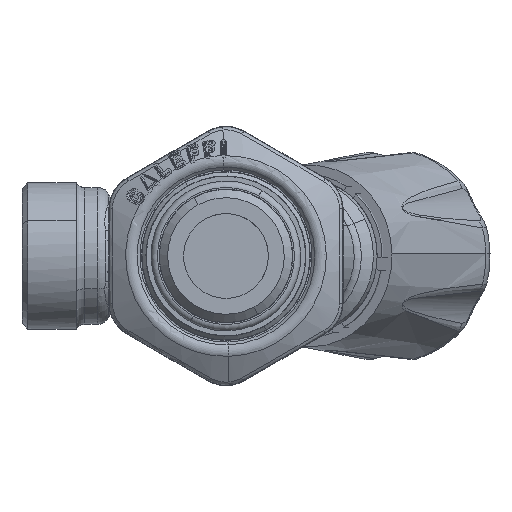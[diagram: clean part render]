
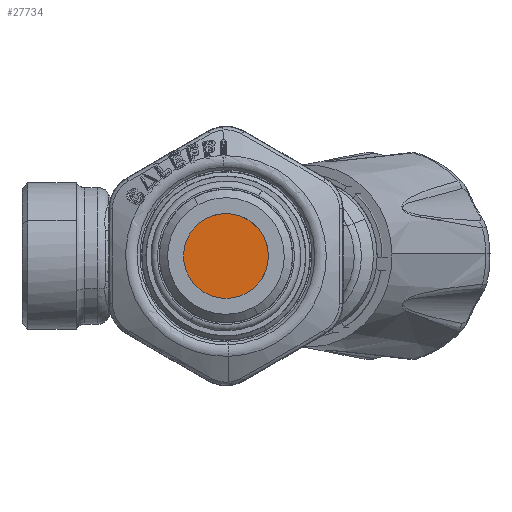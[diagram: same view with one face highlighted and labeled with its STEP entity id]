
A CAD part, front view. The second image highlights one B-rep face of the part: STEP entity #27734.
In plain terms, the highlighted planar face has unit normal (0, 1, 0).
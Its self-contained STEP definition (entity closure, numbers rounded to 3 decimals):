
#27590=CARTESIAN_POINT('Vertex',(8.812,-386.39,5.836)) ;
#27593=CARTESIAN_POINT('Axis2P3D Location',(12.,-386.39,0.)) ;
#27597=CARTESIAN_POINT('Vertex',(15.188,-386.39,-5.836)) ;
#27713=CARTESIAN_POINT('Axis2P3D Location',(12.,-386.39,0.)) ;
#27725=CARTESIAN_POINT('Axis2P3D Location',(12.,-386.39,5.5)) ;
#27594=DIRECTION('Axis2P3D Direction',(0.,-1.,0.)) ;
#27714=DIRECTION('Axis2P3D Direction',(0.,-1.,-0.)) ;
#27726=DIRECTION('Axis2P3D Direction',(0.,-1.,0.)) ;
#27727=DIRECTION('Axis2P3D XDirection',(1.,0.,0.)) ;
#27595=AXIS2_PLACEMENT_3D('Circle Axis2P3D',#27593,#27594,$) ;
#27715=AXIS2_PLACEMENT_3D('Circle Axis2P3D',#27713,#27714,$) ;
#27728=AXIS2_PLACEMENT_3D('Plane Axis2P3D',#27725,#27726,#27727) ;
#27731=ORIENTED_EDGE('',*,*,#27717,.F.) ;
#27732=ORIENTED_EDGE('',*,*,#27599,.F.) ;
#27734=ADVANCED_FACE('Sheet.8',(#27733),#27729,.F.) ;
#27596=CIRCLE('generated circle',#27595,6.65) ;
#27716=CIRCLE('generated circle',#27715,6.65) ;
#27599=EDGE_CURVE('',#27591,#27598,#27596,.T.) ;
#27717=EDGE_CURVE('',#27598,#27591,#27716,.T.) ;
#27730=EDGE_LOOP('',(#27731,#27732)) ;
#27733=FACE_OUTER_BOUND('',#27730,.T.) ;
#27729=PLANE('',#27728) ;
#27591=VERTEX_POINT('',#27590) ;
#27598=VERTEX_POINT('',#27597) ;
